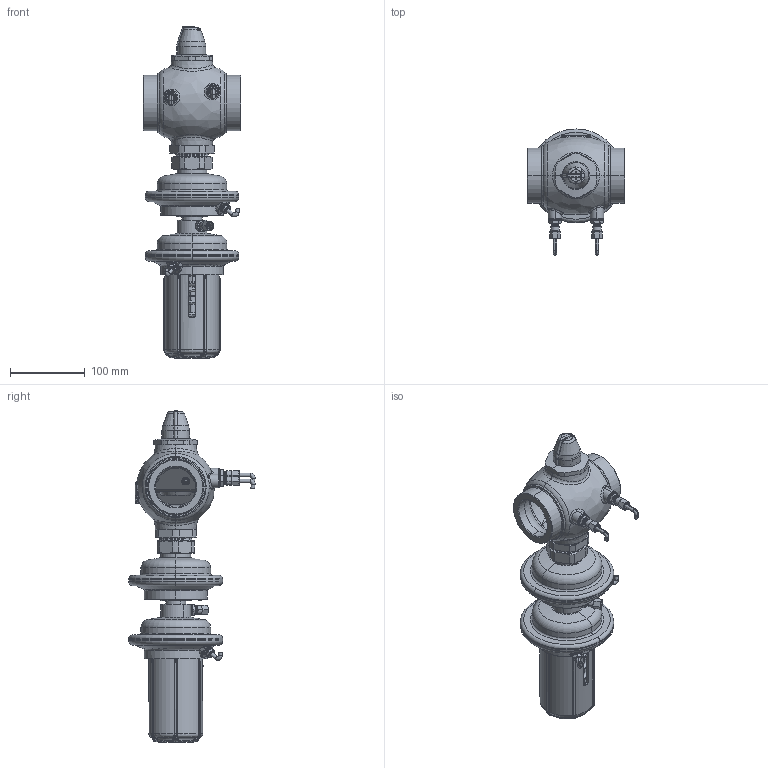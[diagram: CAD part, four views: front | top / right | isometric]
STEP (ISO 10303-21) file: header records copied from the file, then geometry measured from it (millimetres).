
FILE_DESCRIPTION((''),'2;1');
FILE_NAME('003H6554','2015-03-10T',('u317927'),('Danfoss'),'PRO/ENGINEER BY PARAMETRIC TECHNOLOGY CORPORATION, 2014000','PRO/ENGINEER BY PARAMETRIC TECHNOLOGY CORPORATION, 2014000','');
FILE_SCHEMA(('CONFIG_CONTROL_DESIGN'));
Length unit declared in the file: millimetre
Products named in the file (1): 003H6554
Bounding box: 130 x 168.69 x 443.57 mm (x, y, z)
Volume: 1069004.3 mm3; surface area: 398658.6 mm2
Topology: 3 solids, 3 shells, 1999 faces, 4608 edges, 2734 vertices
Faces by surface type: cylinder 514, plane 453, cone 378, torus 336, bspline 302, sphere 16
Entity records: 91283 total; most frequent: CARTESIAN_POINT 47819, ORIENTED_EDGE 9208, DIRECTION 9053, EDGE_CURVE 4604, AXIS2_PLACEMENT_3D 3880, VERTEX_POINT 2734, CIRCLE 2183, EDGE_LOOP 2166
